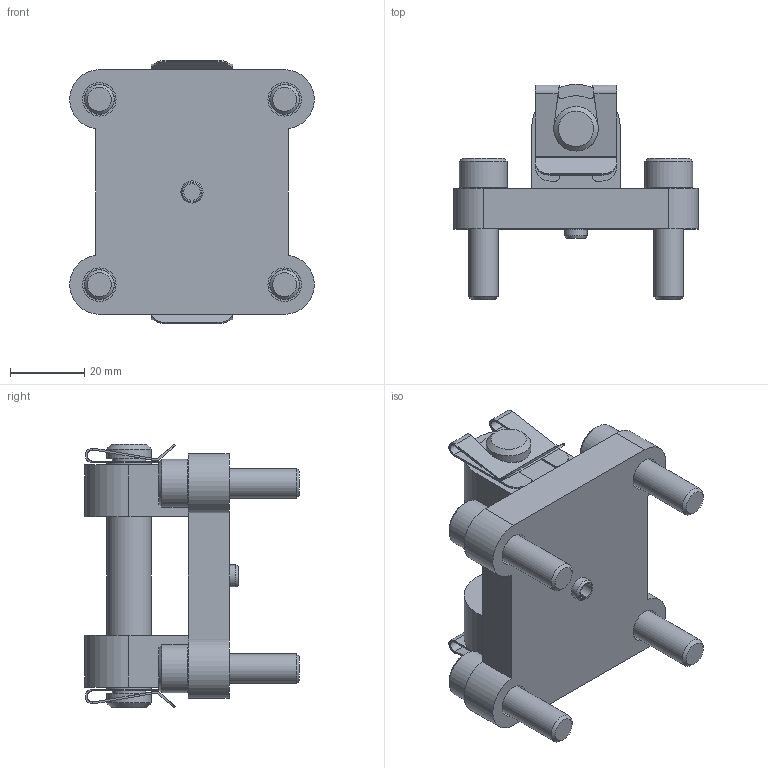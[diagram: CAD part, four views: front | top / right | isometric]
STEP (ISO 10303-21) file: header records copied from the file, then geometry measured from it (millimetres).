
FILE_DESCRIPTION(/* description */ ('STEP AP214'),/* implementation_level */ '2;1');
FILE_NAME(/* name */ '157324_SUA-50',/* time_stamp */ '2024-09-15T14:40:57+02:00',/* author */ ('License CC BY-ND 4.0'),/* organization */ ('CADENAS'),/* preprocessor_version */ 'ST-DEVELOPER v19.3',/* originating_system */ 'PARTsolutions',/* authorisation */ ' ');
FILE_SCHEMA (('AUTOMOTIVE_DESIGN {1 0 10303 214 3 1 1}'));
Length unit declared in the file: millimetre
Products named in the file (6): 157324 SUA-50; 157324 SUA-50---(F); 369043 BZ-12-061,0-AA (71); 209821 12 SXN 08 VERZINKT:SL; DIN-912 - M8x30(F); Clamping pin DIN 7346 6x10
Assembly tree (9 placements, depth 2):
  157324 SUA-50
    157324 SUA-50---(F)
    369043 BZ-12-061,0-AA (71)
    209821 12 SXN 08 VERZINKT:SL  x2
    DIN-912 - M8x30(F)  x4
    Clamping pin DIN 7346 6x10
Bounding box: 65.97 x 58 x 71.15 mm (x, y, z)
Volume: 70757.4 mm3; surface area: 27907.8 mm2
Topology: 9 solids, 9 shells, 225 faces, 512 edges, 312 vertices
Faces by surface type: plane 115, cylinder 62, cone 48
Full cylindrical faces by diameter (mm): 6 x1, 8 x4, 9 x6, 12 x5, 13 x4
Entity records: 3227 total; most frequent: DIRECTION 562, CARTESIAN_POINT 540, ORIENTED_EDGE 464, EDGE_CURVE 232, AXIS2_PLACEMENT_3D 217, VERTEX_POINT 161, FACE_BOUND 151, EDGE_LOOP 150
